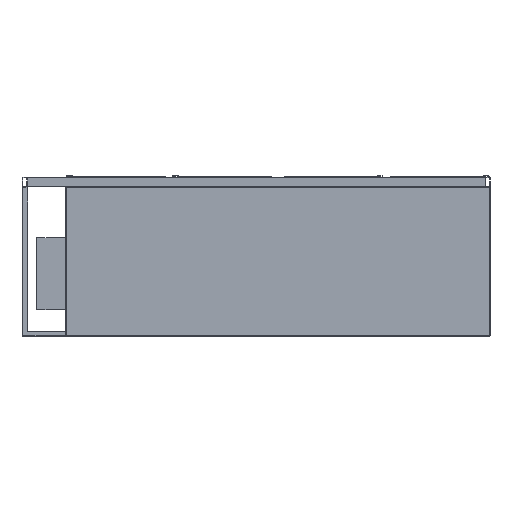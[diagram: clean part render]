
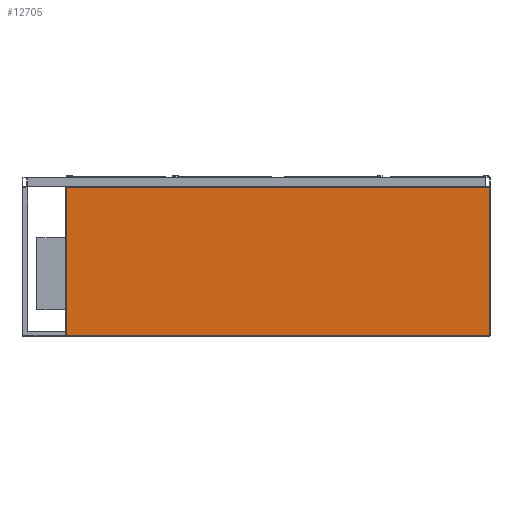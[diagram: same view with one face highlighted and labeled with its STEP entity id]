
A CAD part, front view. The second image highlights one B-rep face of the part: STEP entity #12705.
In plain terms, the highlighted planar face has unit normal (0, -1, 0).
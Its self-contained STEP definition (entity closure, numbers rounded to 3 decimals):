
#499 = PLANE ( 'NONE',  #8975 ) ;
#2888 = LINE ( 'NONE', #5332, #21060 ) ;
#3553 = CARTESIAN_POINT ( 'NONE',  ( -878., -255., -42. ) ) ;
#3978 = ORIENTED_EDGE ( 'NONE', *, *, #8103, .T. ) ;
#4294 = VERTEX_POINT ( 'NONE', #11383 ) ;
#5097 = EDGE_CURVE ( 'NONE', #4294, #29955, #2888, .T. ) ;
#5332 = CARTESIAN_POINT ( 'NONE',  ( -880., -255., -658. ) ) ;
#5554 = DIRECTION ( 'NONE',  ( 0., -1., 0. ) ) ;
#6860 = CARTESIAN_POINT ( 'NONE',  ( 878., -255., -42. ) ) ;
#7938 = DIRECTION ( 'NONE',  ( -1., 0., 0. ) ) ;
#8103 = EDGE_CURVE ( 'NONE', #29955, #32461, #31216, .T. ) ;
#8975 = AXIS2_PLACEMENT_3D ( 'NONE', #36966, #5554, #31743 ) ;
#11383 = CARTESIAN_POINT ( 'NONE',  ( -878., -255., -658. ) ) ;
#12194 = VECTOR ( 'NONE', #7938, 1000. ) ;
#12705 = ADVANCED_FACE ( 'Fl�che8', ( #28571 ), #499, .T. ) ;
#13043 = ORIENTED_EDGE ( 'NONE', *, *, #5097, .T. ) ;
#13923 = DIRECTION ( 'NONE',  ( 1., 0., 0. ) ) ;
#14899 = VECTOR ( 'NONE', #29063, 1000. ) ;
#17519 = VERTEX_POINT ( 'NONE', #3553 ) ;
#17760 = CARTESIAN_POINT ( 'NONE',  ( 878., -255., -658. ) ) ;
#19154 = LINE ( 'NONE', #30762, #12194 ) ;
#21060 = VECTOR ( 'NONE', #13923, 1000. ) ;
#26092 = CARTESIAN_POINT ( 'NONE',  ( -878., -255., -660. ) ) ;
#26186 = CARTESIAN_POINT ( 'NONE',  ( 878., -255., -660. ) ) ;
#27254 = ORIENTED_EDGE ( 'NONE', *, *, #30297, .T. ) ;
#28571 = FACE_OUTER_BOUND ( 'NONE', #35875, .T. ) ;
#28786 = ORIENTED_EDGE ( 'NONE', *, *, #36158, .T. ) ;
#29063 = DIRECTION ( 'NONE',  ( 0., 0., -1. ) ) ;
#29955 = VERTEX_POINT ( 'NONE', #17760 ) ;
#30297 = EDGE_CURVE ( 'NONE', #32461, #17519, #19154, .T. ) ;
#30762 = CARTESIAN_POINT ( 'NONE',  ( -880., -255., -42. ) ) ;
#31216 = LINE ( 'NONE', #26186, #33751 ) ;
#31743 = DIRECTION ( 'NONE',  ( 0., 0., -1. ) ) ;
#32461 = VERTEX_POINT ( 'NONE', #6860 ) ;
#33751 = VECTOR ( 'NONE', #34406, 1000. ) ;
#34406 = DIRECTION ( 'NONE',  ( 0., 0., 1. ) ) ;
#34492 = LINE ( 'NONE', #26092, #14899 ) ;
#35875 = EDGE_LOOP ( 'NONE', ( #27254, #28786, #13043, #3978 ) ) ;
#36158 = EDGE_CURVE ( 'NONE', #17519, #4294, #34492, .T. ) ;
#36966 = CARTESIAN_POINT ( 'NONE',  ( -880., -255., -660. ) ) ;
